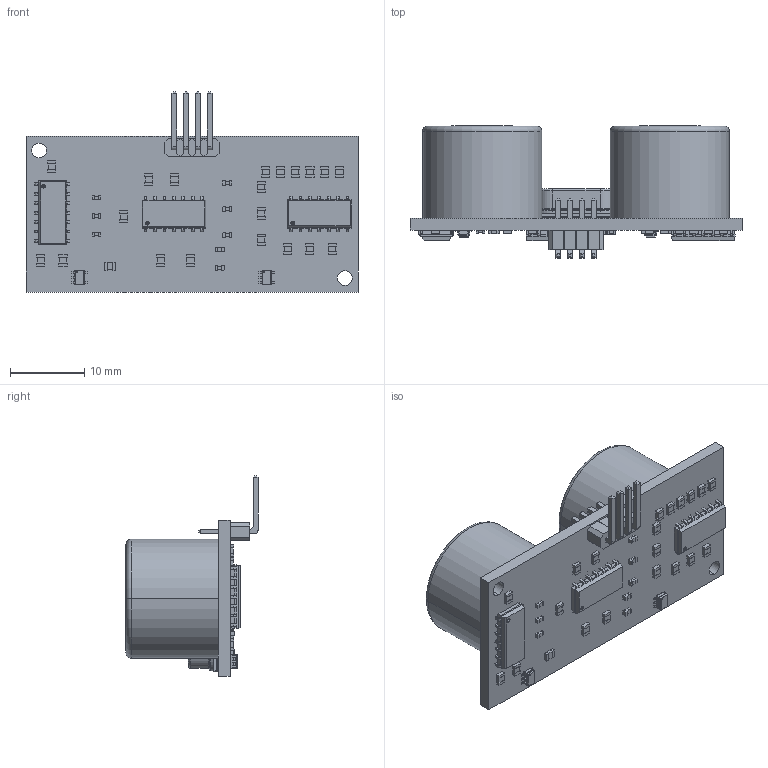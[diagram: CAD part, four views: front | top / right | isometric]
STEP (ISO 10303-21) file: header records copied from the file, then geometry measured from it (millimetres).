
FILE_DESCRIPTION (( 'STEP AP203' ), '1' );
FILE_NAME ('HC-SR04_001.STEP', '2019-02-19T17:26:41', ( '' ), ( '' ), 'SwSTEP 2.0', 'SolidWorks 2018', '' );
FILE_SCHEMA (( 'CONFIG_CONTROL_DESIGN' ));
Length unit declared in the file: millimetre
Products named in the file (1): HC-SR04_001
Bounding box: 44.6 x 17.74 x 26.89 mm (x, y, z)
Surface area: 5544.2 mm2 (no closed solid volume)
Topology: 0 solids, 55 shells, 1091 faces, 3820 edges, 2707 vertices
Faces by surface type: plane 903, cylinder 127, bspline 41, torus 14, sphere 6
Entity records: 42037 total; most frequent: CARTESIAN_POINT 10110, DIRECTION 6382, ORIENTED_EDGE 5931, EDGE_CURVE 3817, VECTOR 3108, LINE 3108, VERTEX_POINT 2707, AXIS2_PLACEMENT_3D 1637
